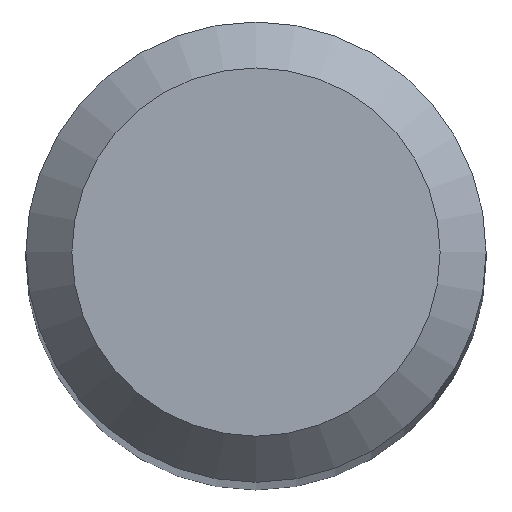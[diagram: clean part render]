
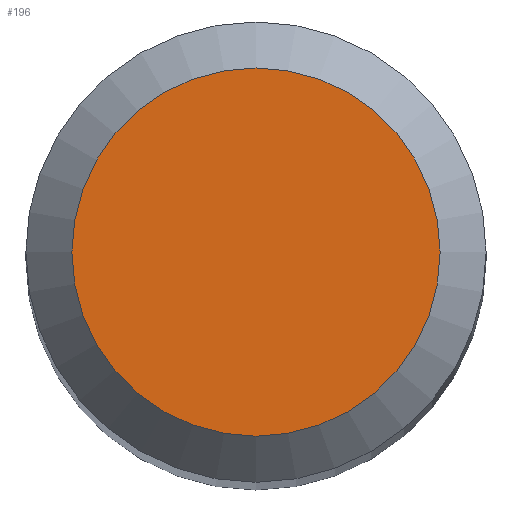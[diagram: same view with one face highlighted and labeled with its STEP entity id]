
A CAD part, top view. The second image highlights one B-rep face of the part: STEP entity #196.
In plain terms, the highlighted planar face has unit normal (0, 0, 1).
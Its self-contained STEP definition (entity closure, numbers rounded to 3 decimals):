
#11 = CARTESIAN_POINT ( 'NONE',  ( 0., 0., 38. ) ) ;
#13 = AXIS2_PLACEMENT_3D ( 'NONE', #122, #123, #99 ) ;
#32 = DIRECTION ( 'NONE',  ( 0., 0., 1. ) ) ;
#34 = FACE_OUTER_BOUND ( 'NONE', #187, .T. ) ;
#42 = ORIENTED_EDGE ( 'NONE', *, *, #256, .T. ) ;
#99 = DIRECTION ( 'NONE',  ( -1., 0., 0. ) ) ;
#121 = DIRECTION ( 'NONE',  ( 1., 0., 0. ) ) ;
#122 = CARTESIAN_POINT ( 'NONE',  ( 0., 1.2, 38. ) ) ;
#123 = DIRECTION ( 'NONE',  ( 0., 0., -1. ) ) ;
#183 = VERTEX_POINT ( 'NONE', #264 ) ;
#187 = EDGE_LOOP ( 'NONE', ( #42 ) ) ;
#196 = ADVANCED_FACE ( 'NONE', ( #34 ), #205, .F. ) ;
#205 = PLANE ( 'NONE',  #13 ) ;
#210 = AXIS2_PLACEMENT_3D ( 'NONE', #11, #32, #121 ) ;
#222 = CIRCLE ( 'NONE', #210, 1.2 ) ;
#256 = EDGE_CURVE ( 'NONE', #183, #183, #222, .T. ) ;
#264 = CARTESIAN_POINT ( 'NONE',  ( 1.2, 0., 38. ) ) ;
